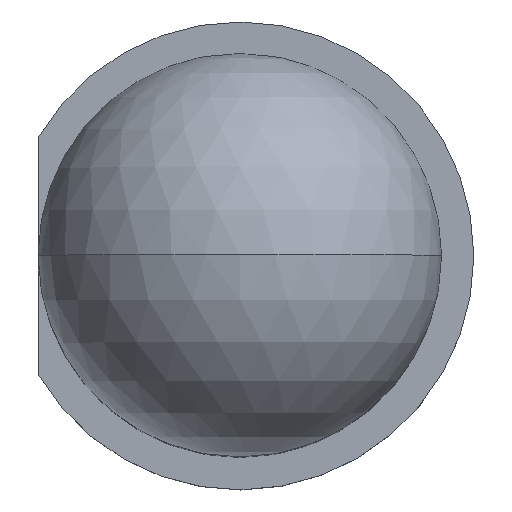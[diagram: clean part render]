
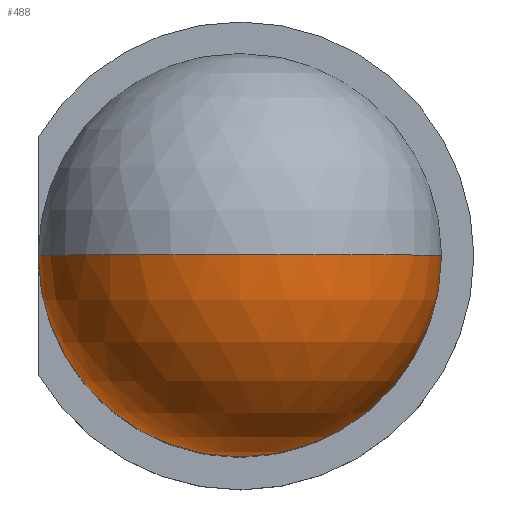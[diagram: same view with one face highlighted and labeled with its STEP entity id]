
A CAD part, top view. The second image highlights one B-rep face of the part: STEP entity #488.
In plain terms, the highlighted spherical face has radius 2.5 mm.
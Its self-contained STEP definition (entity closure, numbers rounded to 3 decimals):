
#69 = CIRCLE ( 'NONE', #602, 2.5 ) ;
#80 = EDGE_CURVE ( 'NONE', #207, #153, #551, .T. ) ;
#153 = VERTEX_POINT ( 'NONE', #191 ) ;
#161 = CARTESIAN_POINT ( 'NONE',  ( 0., 0., 7.8 ) ) ;
#169 = AXIS2_PLACEMENT_3D ( 'NONE', #620, #496, #327 ) ;
#191 = CARTESIAN_POINT ( 'NONE',  ( 2.5, 0., 7.8 ) ) ;
#206 = DIRECTION ( 'NONE',  ( 1., 0., 0. ) ) ;
#207 = VERTEX_POINT ( 'NONE', #316 ) ;
#218 = DIRECTION ( 'NONE',  ( 0., 1., 0. ) ) ;
#221 = DIRECTION ( 'NONE',  ( -1., 0., 0. ) ) ;
#316 = CARTESIAN_POINT ( 'NONE',  ( 0., 0., 10.3 ) ) ;
#327 = DIRECTION ( 'NONE',  ( 1., 0., 0. ) ) ;
#331 = EDGE_LOOP ( 'NONE', ( #621, #458, #529 ) ) ;
#347 = CARTESIAN_POINT ( 'NONE',  ( 0., 0., 7.8 ) ) ;
#387 = DIRECTION ( 'NONE',  ( 0., -1., 0. ) ) ;
#429 = AXIS2_PLACEMENT_3D ( 'NONE', #563, #387, #206 ) ;
#432 = EDGE_CURVE ( 'NONE', #207, #684, #775, .T. ) ;
#458 = ORIENTED_EDGE ( 'NONE', *, *, #432, .T. ) ;
#488 = ADVANCED_FACE ( 'NONE', ( #583 ), #754, .T. ) ;
#496 = DIRECTION ( 'NONE',  ( 0., -1., 0. ) ) ;
#529 = ORIENTED_EDGE ( 'NONE', *, *, #700, .F. ) ;
#551 = CIRCLE ( 'NONE', #588, 2.5 ) ;
#563 = CARTESIAN_POINT ( 'NONE',  ( 0., 0., 7.8 ) ) ;
#583 = FACE_OUTER_BOUND ( 'NONE', #331, .T. ) ;
#587 = CARTESIAN_POINT ( 'NONE',  ( -2.5, 0., 7.8 ) ) ;
#588 = AXIS2_PLACEMENT_3D ( 'NONE', #347, #218, #777 ) ;
#595 = DIRECTION ( 'NONE',  ( 0., 0., -1. ) ) ;
#602 = AXIS2_PLACEMENT_3D ( 'NONE', #161, #595, #221 ) ;
#620 = CARTESIAN_POINT ( 'NONE',  ( 0., 0., 7.8 ) ) ;
#621 = ORIENTED_EDGE ( 'NONE', *, *, #80, .F. ) ;
#684 = VERTEX_POINT ( 'NONE', #587 ) ;
#700 = EDGE_CURVE ( 'NONE', #153, #684, #69, .T. ) ;
#754 = SPHERICAL_SURFACE ( 'NONE', #429, 2.5 ) ;
#775 = CIRCLE ( 'NONE', #169, 2.5 ) ;
#777 = DIRECTION ( 'NONE',  ( 0., 0., 1. ) ) ;
